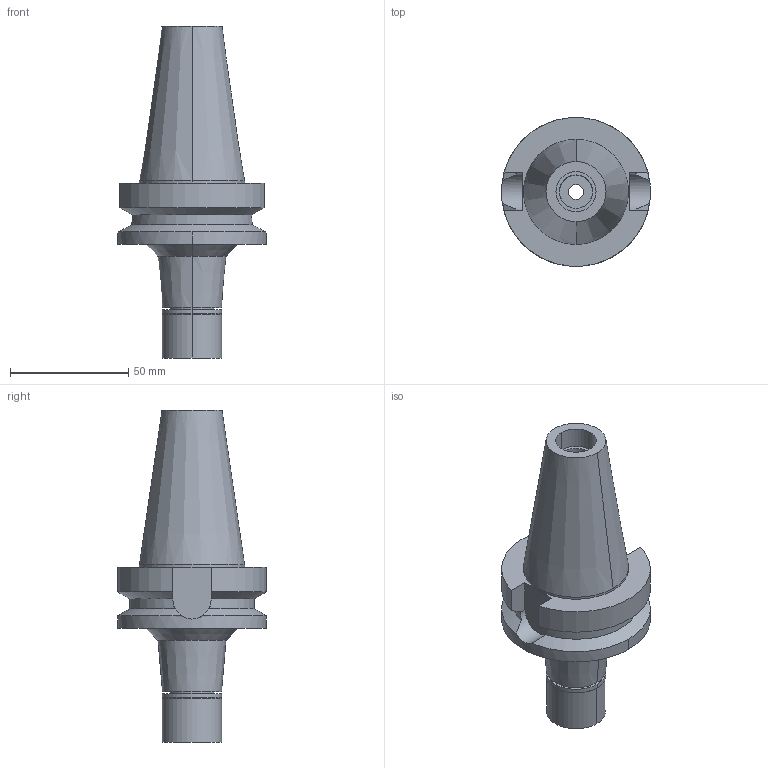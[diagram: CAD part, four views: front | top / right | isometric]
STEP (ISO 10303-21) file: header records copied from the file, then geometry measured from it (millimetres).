
FILE_DESCRIPTION (( 'STEP AP203' ), '1' );
FILE_NAME ('BBT40-MEGA6E-75.stp', '2019-07-02T16:20:51', ( '' ), ( '' ), 'SwSTEP 2.0', 'SolidWorks 2019', '' );
FILE_SCHEMA (( 'CONFIG_CONTROL_DESIGN' ));
Length unit declared in the file: millimetre
Products named in the file (7): DXF_TEMP_ASSY_ASM_4_ASM.stp; BBT40-MEGA6E-75-060-FreeParts; BBT40-MEGA6E-75-060.stp; BBT40-MEGA6E-75; MEN6_1.stp; BBT40ME06075-060_ASM.stp; BBT40-MEGA6E-75_1.stp
Assembly tree (5 placements, depth 5):
  BBT40-MEGA6E-75-060-FreeParts
  BBT40-MEGA6E-75
    BBT40-MEGA6E-75-060.stp
      BBT40ME06075-060_ASM.stp
        DXF_TEMP_ASSY_ASM_4_ASM.stp
          BBT40-MEGA6E-75_1.stp
          MEN6_1.stp
Bounding box: 63 x 63 x 140.4 mm (x, y, z)
Volume: 147142.8 mm3; surface area: 29809.2 mm2
Topology: 2 solids, 2 shells, 81 faces, 179 edges, 113 vertices
Faces by surface type: cylinder 40, plane 21, cone 20
Entity records: 3115 total; most frequent: CARTESIAN_POINT 550, DIRECTION 440, ORIENTED_EDGE 358, AXIS2_PLACEMENT_3D 184, EDGE_CURVE 179, VERTEX_POINT 113, EDGE_LOOP 96, CIRCLE 92
